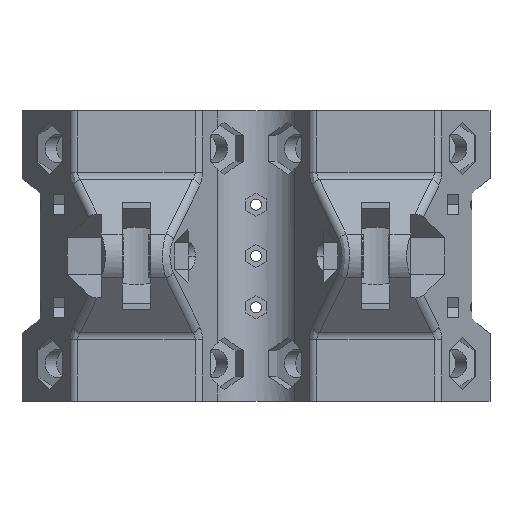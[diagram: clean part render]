
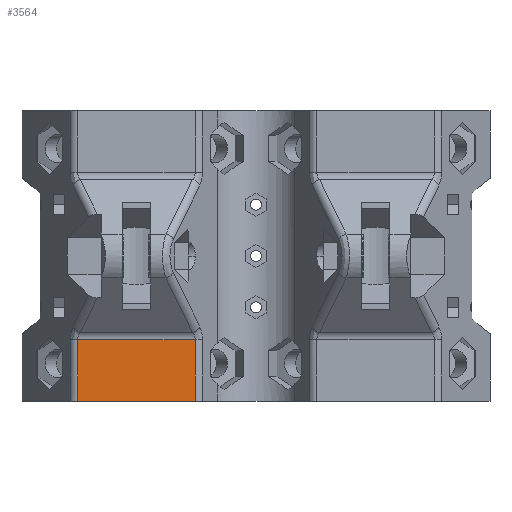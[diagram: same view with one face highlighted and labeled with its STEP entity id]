
A CAD part, front view. The second image highlights one B-rep face of the part: STEP entity #3564.
In plain terms, the highlighted planar face has unit normal (0, -1, 0).
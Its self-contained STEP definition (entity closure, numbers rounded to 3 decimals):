
#32 = PLANE('',#33);
#33 = AXIS2_PLACEMENT_3D('',#34,#35,#36);
#34 = CARTESIAN_POINT('',(0.,-0.659,-42.5));
#35 = DIRECTION('',(0.,0.,1.));
#36 = DIRECTION('',(1.,0.,0.));
#670 = VERTEX_POINT('',#671);
#671 = CARTESIAN_POINT('',(-52.176,-14.25,-42.5));
#686 = CYLINDRICAL_SURFACE('',#687,2.5);
#687 = AXIS2_PLACEMENT_3D('',#688,#689,#690);
#688 = CARTESIAN_POINT('',(-52.176,-11.75,-24.5));
#689 = DIRECTION('',(0.,0.,-1.));
#690 = DIRECTION('',(-0.866,-0.5,0.));
#698 = EDGE_CURVE('',#670,#699,#701,.T.);
#699 = VERTEX_POINT('',#700);
#700 = CARTESIAN_POINT('',(-17.824,-14.25,-42.5));
#701 = SURFACE_CURVE('',#702,(#706,#713),.PCURVE_S1.);
#702 = LINE('',#703,#704);
#703 = CARTESIAN_POINT('',(2500.,-14.25,-42.5));
#704 = VECTOR('',#705,1.);
#705 = DIRECTION('',(1.,0.,0.));
#706 = PCURVE('',#32,#707);
#707 = DEFINITIONAL_REPRESENTATION('',(#708),#712);
#708 = LINE('',#709,#710);
#709 = CARTESIAN_POINT('',(2500.,-13.591));
#710 = VECTOR('',#711,1.);
#711 = DIRECTION('',(1.,0.));
#712 = ( GEOMETRIC_REPRESENTATION_CONTEXT(2) 
PARAMETRIC_REPRESENTATION_CONTEXT() REPRESENTATION_CONTEXT('2D SPACE',''
  ) );
#713 = PCURVE('',#714,#719);
#714 = PLANE('',#715);
#715 = AXIS2_PLACEMENT_3D('',#716,#717,#718);
#716 = CARTESIAN_POINT('',(5000.,-14.25,-24.5));
#717 = DIRECTION('',(0.,-1.,0.));
#718 = DIRECTION('',(0.,0.,-1.));
#719 = DEFINITIONAL_REPRESENTATION('',(#720),#724);
#720 = LINE('',#721,#722);
#721 = CARTESIAN_POINT('',(18.,-2500.));
#722 = VECTOR('',#723,1.);
#723 = DIRECTION('',(0.,1.));
#724 = ( GEOMETRIC_REPRESENTATION_CONTEXT(2) 
PARAMETRIC_REPRESENTATION_CONTEXT() REPRESENTATION_CONTEXT('2D SPACE',''
  ) );
#745 = CYLINDRICAL_SURFACE('',#746,2.5);
#746 = AXIS2_PLACEMENT_3D('',#747,#748,#749);
#747 = CARTESIAN_POINT('',(-17.824,-11.75,-42.5));
#748 = DIRECTION('',(0.,0.,1.));
#749 = DIRECTION('',(0.866,-0.5,0.)
  );
#2174 = EDGE_CURVE('',#699,#2175,#2177,.T.);
#2175 = VERTEX_POINT('',#2176);
#2176 = CARTESIAN_POINT('',(-17.824,-14.25,-24.5));
#2177 = SURFACE_CURVE('',#2178,(#2182,#2189),.PCURVE_S1.);
#2178 = LINE('',#2179,#2180);
#2179 = CARTESIAN_POINT('',(-17.824,-14.25,-42.5));
#2180 = VECTOR('',#2181,1.);
#2181 = DIRECTION('',(0.,0.,1.));
#2182 = PCURVE('',#745,#2183);
#2183 = DEFINITIONAL_REPRESENTATION('',(#2184),#2188);
#2184 = LINE('',#2185,#2186);
#2185 = CARTESIAN_POINT('',(-1.047,0.));
#2186 = VECTOR('',#2187,1.);
#2187 = DIRECTION('',(-0.,1.));
#2188 = ( GEOMETRIC_REPRESENTATION_CONTEXT(2) 
PARAMETRIC_REPRESENTATION_CONTEXT() REPRESENTATION_CONTEXT('2D SPACE',''
  ) );
#2189 = PCURVE('',#714,#2190);
#2190 = DEFINITIONAL_REPRESENTATION('',(#2191),#2195);
#2191 = LINE('',#2192,#2193);
#2192 = CARTESIAN_POINT('',(18.,-5017.824));
#2193 = VECTOR('',#2194,1.);
#2194 = DIRECTION('',(-1.,0.));
#2195 = ( GEOMETRIC_REPRESENTATION_CONTEXT(2) 
PARAMETRIC_REPRESENTATION_CONTEXT() REPRESENTATION_CONTEXT('2D SPACE',''
  ) );
#3564 = ADVANCED_FACE('',(#3565),#714,.T.);
#3565 = FACE_BOUND('',#3566,.T.);
#3566 = EDGE_LOOP('',(#3567,#3568,#3569,#3597));
#3567 = ORIENTED_EDGE('',*,*,#698,.T.);
#3568 = ORIENTED_EDGE('',*,*,#2174,.T.);
#3569 = ORIENTED_EDGE('',*,*,#3570,.T.);
#3570 = EDGE_CURVE('',#2175,#3571,#3573,.T.);
#3571 = VERTEX_POINT('',#3572);
#3572 = CARTESIAN_POINT('',(-52.176,-14.25,-24.5));
#3573 = SURFACE_CURVE('',#3574,(#3578,#3585),.PCURVE_S1.);
#3574 = LINE('',#3575,#3576);
#3575 = CARTESIAN_POINT('',(5000.,-14.25,-24.5));
#3576 = VECTOR('',#3577,1.);
#3577 = DIRECTION('',(-1.,0.,0.));
#3578 = PCURVE('',#714,#3579);
#3579 = DEFINITIONAL_REPRESENTATION('',(#3580),#3584);
#3580 = LINE('',#3581,#3582);
#3581 = CARTESIAN_POINT('',(0.,0.));
#3582 = VECTOR('',#3583,1.);
#3583 = DIRECTION('',(0.,-1.));
#3584 = ( GEOMETRIC_REPRESENTATION_CONTEXT(2) 
PARAMETRIC_REPRESENTATION_CONTEXT() REPRESENTATION_CONTEXT('2D SPACE',''
  ) );
#3585 = PCURVE('',#3586,#3591);
#3586 = CYLINDRICAL_SURFACE('',#3587,3.287);
#3587 = AXIS2_PLACEMENT_3D('',#3588,#3589,#3590);
#3588 = CARTESIAN_POINT('',(5000.,-17.537,-24.5));
#3589 = DIRECTION('',(1.,0.,0.));
#3590 = DIRECTION('',(0.,1.,0.));
#3591 = DEFINITIONAL_REPRESENTATION('',(#3592),#3596);
#3592 = LINE('',#3593,#3594);
#3593 = CARTESIAN_POINT('',(6.283,0.));
#3594 = VECTOR('',#3595,1.);
#3595 = DIRECTION('',(0.,-1.));
#3596 = ( GEOMETRIC_REPRESENTATION_CONTEXT(2) 
PARAMETRIC_REPRESENTATION_CONTEXT() REPRESENTATION_CONTEXT('2D SPACE',''
  ) );
#3597 = ORIENTED_EDGE('',*,*,#3598,.T.);
#3598 = EDGE_CURVE('',#3571,#670,#3599,.T.);
#3599 = SURFACE_CURVE('',#3600,(#3604,#3611),.PCURVE_S1.);
#3600 = LINE('',#3601,#3602);
#3601 = CARTESIAN_POINT('',(-52.176,-14.25,-24.5));
#3602 = VECTOR('',#3603,1.);
#3603 = DIRECTION('',(0.,0.,-1.));
#3604 = PCURVE('',#714,#3605);
#3605 = DEFINITIONAL_REPRESENTATION('',(#3606),#3610);
#3606 = LINE('',#3607,#3608);
#3607 = CARTESIAN_POINT('',(0.,-5052.176));
#3608 = VECTOR('',#3609,1.);
#3609 = DIRECTION('',(1.,0.));
#3610 = ( GEOMETRIC_REPRESENTATION_CONTEXT(2) 
PARAMETRIC_REPRESENTATION_CONTEXT() REPRESENTATION_CONTEXT('2D SPACE',''
  ) );
#3611 = PCURVE('',#686,#3612);
#3612 = DEFINITIONAL_REPRESENTATION('',(#3613),#3617);
#3613 = LINE('',#3614,#3615);
#3614 = CARTESIAN_POINT('',(-1.047,0.));
#3615 = VECTOR('',#3616,1.);
#3616 = DIRECTION('',(-0.,1.));
#3617 = ( GEOMETRIC_REPRESENTATION_CONTEXT(2) 
PARAMETRIC_REPRESENTATION_CONTEXT() REPRESENTATION_CONTEXT('2D SPACE',''
  ) );
